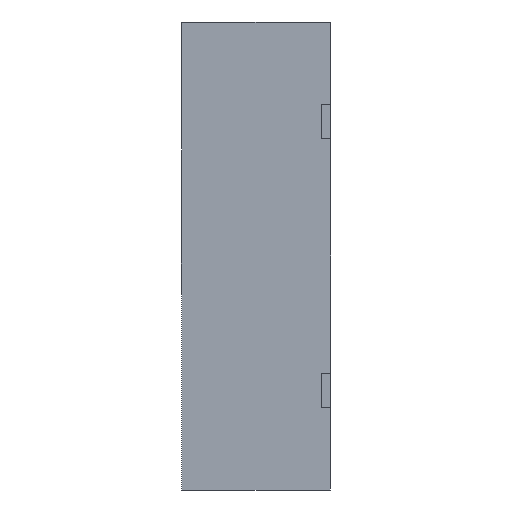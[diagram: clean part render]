
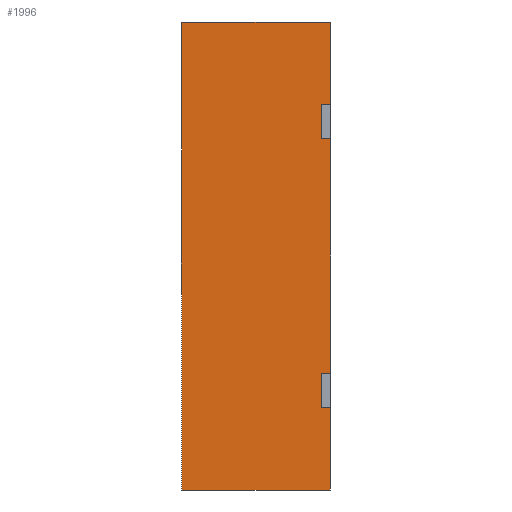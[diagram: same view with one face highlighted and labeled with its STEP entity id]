
A CAD part, left-side view. The second image highlights one B-rep face of the part: STEP entity #1996.
In plain terms, the highlighted planar face has unit normal (-1, 0, 0).
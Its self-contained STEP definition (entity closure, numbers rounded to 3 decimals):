
#25 = CARTESIAN_POINT ( 'NONE',  ( 0., 0., 0. ) ) ;
#112 = EDGE_CURVE ( 'NONE', #718, #3036, #3238, .T. ) ;
#142 = CARTESIAN_POINT ( 'NONE',  ( 0., 2., 0. ) ) ;
#192 = CARTESIAN_POINT ( 'NONE',  ( 0., 0., -4.726 ) ) ;
#204 = LINE ( 'NONE', #1230, #2454 ) ;
#235 = ORIENTED_EDGE ( 'NONE', *, *, #485, .F. ) ;
#252 = VECTOR ( 'NONE', #517, 1000. ) ;
#255 = VECTOR ( 'NONE', #1844, 1000. ) ;
#266 = ORIENTED_EDGE ( 'NONE', *, *, #851, .T. ) ;
#269 = LINE ( 'NONE', #3347, #252 ) ;
#319 = EDGE_CURVE ( 'NONE', #2019, #3117, #2273, .T. ) ;
#369 = EDGE_CURVE ( 'NONE', #718, #710, #269, .T. ) ;
#413 = LINE ( 'NONE', #2505, #1335 ) ;
#437 = VERTEX_POINT ( 'NONE', #2816 ) ;
#485 = EDGE_CURVE ( 'NONE', #1289, #2375, #1627, .T. ) ;
#503 = DIRECTION ( 'NONE',  ( 0., -1., 0. ) ) ;
#517 = DIRECTION ( 'NONE',  ( 0., 1., 0. ) ) ;
#519 = DIRECTION ( 'NONE',  ( 0., 0., 1. ) ) ;
#561 = LINE ( 'NONE', #1809, #255 ) ;
#564 = VECTOR ( 'NONE', #865, 1000. ) ;
#576 = CARTESIAN_POINT ( 'NONE',  ( 0., 0.115, -5.195 ) ) ;
#582 = VECTOR ( 'NONE', #2489, 1000. ) ;
#623 = LINE ( 'NONE', #898, #564 ) ;
#650 = CARTESIAN_POINT ( 'NONE',  ( 0., -0.005, -1.105 ) ) ;
#710 = VERTEX_POINT ( 'NONE', #1487 ) ;
#718 = VERTEX_POINT ( 'NONE', #192 ) ;
#769 = VERTEX_POINT ( 'NONE', #576 ) ;
#838 = LINE ( 'NONE', #1617, #2899 ) ;
#851 = EDGE_CURVE ( 'NONE', #3301, #1979, #561, .T. ) ;
#865 = DIRECTION ( 'NONE',  ( 0., 0., 1. ) ) ;
#898 = CARTESIAN_POINT ( 'NONE',  ( 0., 0.115, -1.105 ) ) ;
#954 = EDGE_CURVE ( 'NONE', #2407, #2019, #623, .T. ) ;
#962 = DIRECTION ( 'NONE',  ( 0., 0., -1. ) ) ;
#1062 = CARTESIAN_POINT ( 'NONE',  ( 0., 2., 0. ) ) ;
#1116 = VECTOR ( 'NONE', #1528, 1000. ) ;
#1148 = CARTESIAN_POINT ( 'NONE',  ( 0., 0., -1.574 ) ) ;
#1219 = CARTESIAN_POINT ( 'NONE',  ( 0., 2., 0. ) ) ;
#1230 = CARTESIAN_POINT ( 'NONE',  ( 0., -0.005, -5.195 ) ) ;
#1236 = ORIENTED_EDGE ( 'NONE', *, *, #1747, .F. ) ;
#1242 = CARTESIAN_POINT ( 'NONE',  ( 0., 2., 0. ) ) ;
#1289 = VERTEX_POINT ( 'NONE', #142 ) ;
#1335 = VECTOR ( 'NONE', #2256, 1000. ) ;
#1364 = VECTOR ( 'NONE', #519, 1000. ) ;
#1382 = DIRECTION ( 'NONE',  ( 0., 0., 1. ) ) ;
#1453 = LINE ( 'NONE', #1219, #582 ) ;
#1470 = ORIENTED_EDGE ( 'NONE', *, *, #319, .T. ) ;
#1474 = DIRECTION ( 'NONE',  ( 0., -1., 0. ) ) ;
#1487 = CARTESIAN_POINT ( 'NONE',  ( 0., 0.115, -4.726 ) ) ;
#1497 = EDGE_CURVE ( 'NONE', #710, #769, #838, .T. ) ;
#1528 = DIRECTION ( 'NONE',  ( 0., -1., 0. ) ) ;
#1592 = VECTOR ( 'NONE', #1947, 1000. ) ;
#1613 = CARTESIAN_POINT ( 'NONE',  ( 0., 0., -6.3 ) ) ;
#1617 = CARTESIAN_POINT ( 'NONE',  ( 0., 0.115, -5.195 ) ) ;
#1627 = LINE ( 'NONE', #1062, #1116 ) ;
#1647 = FACE_OUTER_BOUND ( 'NONE', #3286, .T. ) ;
#1659 = ORIENTED_EDGE ( 'NONE', *, *, #369, .F. ) ;
#1665 = CARTESIAN_POINT ( 'NONE',  ( 0., 0., 0. ) ) ;
#1684 = EDGE_CURVE ( 'NONE', #3036, #2407, #413, .T. ) ;
#1747 = EDGE_CURVE ( 'NONE', #3301, #1289, #1453, .T. ) ;
#1809 = CARTESIAN_POINT ( 'NONE',  ( 0., 2., -6.3 ) ) ;
#1810 = CARTESIAN_POINT ( 'NONE',  ( 0., 0., 0. ) ) ;
#1844 = DIRECTION ( 'NONE',  ( 0., -1., 0. ) ) ;
#1869 = ORIENTED_EDGE ( 'NONE', *, *, #2165, .T. ) ;
#1895 = LINE ( 'NONE', #2921, #2931 ) ;
#1947 = DIRECTION ( 'NONE',  ( 0., 0., 1. ) ) ;
#1979 = VERTEX_POINT ( 'NONE', #1613 ) ;
#1996 = ADVANCED_FACE ( 'NONE', ( #1647 ), #3279, .F. ) ;
#2019 = VERTEX_POINT ( 'NONE', #3039 ) ;
#2152 = AXIS2_PLACEMENT_3D ( 'NONE', #1242, #2494, #962 ) ;
#2160 = DIRECTION ( 'NONE',  ( 0., 0., -1. ) ) ;
#2165 = EDGE_CURVE ( 'NONE', #1979, #437, #3143, .T. ) ;
#2176 = CARTESIAN_POINT ( 'NONE',  ( 0., 0., -1.105 ) ) ;
#2256 = DIRECTION ( 'NONE',  ( 0., 1., 0. ) ) ;
#2273 = LINE ( 'NONE', #650, #2841 ) ;
#2375 = VERTEX_POINT ( 'NONE', #1810 ) ;
#2407 = VERTEX_POINT ( 'NONE', #2644 ) ;
#2454 = VECTOR ( 'NONE', #503, 1000. ) ;
#2488 = EDGE_CURVE ( 'NONE', #3117, #2375, #1895, .T. ) ;
#2489 = DIRECTION ( 'NONE',  ( 0., 0., 1. ) ) ;
#2494 = DIRECTION ( 'NONE',  ( 1., 0., 0. ) ) ;
#2505 = CARTESIAN_POINT ( 'NONE',  ( 0., -0.005, -1.574 ) ) ;
#2558 = ORIENTED_EDGE ( 'NONE', *, *, #954, .T. ) ;
#2644 = CARTESIAN_POINT ( 'NONE',  ( 0., 0.115, -1.574 ) ) ;
#2718 = EDGE_CURVE ( 'NONE', #769, #437, #204, .T. ) ;
#2722 = ORIENTED_EDGE ( 'NONE', *, *, #1684, .T. ) ;
#2754 = ORIENTED_EDGE ( 'NONE', *, *, #1497, .F. ) ;
#2816 = CARTESIAN_POINT ( 'NONE',  ( 0., 0., -5.195 ) ) ;
#2841 = VECTOR ( 'NONE', #1474, 1000. ) ;
#2899 = VECTOR ( 'NONE', #2160, 1000. ) ;
#2921 = CARTESIAN_POINT ( 'NONE',  ( 0., 0., 0. ) ) ;
#2931 = VECTOR ( 'NONE', #1382, 1000. ) ;
#3036 = VERTEX_POINT ( 'NONE', #1148 ) ;
#3039 = CARTESIAN_POINT ( 'NONE',  ( 0., 0.115, -1.105 ) ) ;
#3047 = ORIENTED_EDGE ( 'NONE', *, *, #2718, .F. ) ;
#3060 = CARTESIAN_POINT ( 'NONE',  ( 0., 2., -6.3 ) ) ;
#3117 = VERTEX_POINT ( 'NONE', #2176 ) ;
#3143 = LINE ( 'NONE', #25, #1364 ) ;
#3186 = ORIENTED_EDGE ( 'NONE', *, *, #112, .T. ) ;
#3194 = ORIENTED_EDGE ( 'NONE', *, *, #2488, .T. ) ;
#3238 = LINE ( 'NONE', #1665, #1592 ) ;
#3279 = PLANE ( 'NONE',  #2152 ) ;
#3286 = EDGE_LOOP ( 'NONE', ( #2558, #1470, #3194, #235, #1236, #266, #1869, #3047, #2754, #1659, #3186, #2722 ) ) ;
#3301 = VERTEX_POINT ( 'NONE', #3060 ) ;
#3347 = CARTESIAN_POINT ( 'NONE',  ( 0., -0.005, -4.726 ) ) ;
